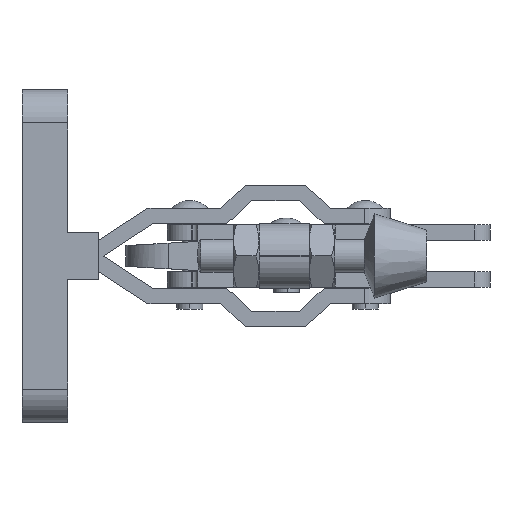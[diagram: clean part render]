
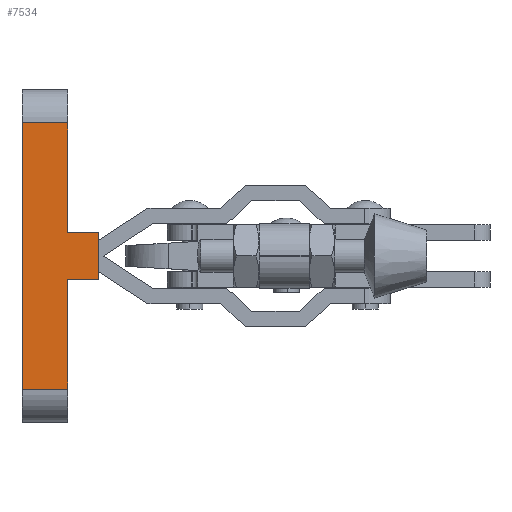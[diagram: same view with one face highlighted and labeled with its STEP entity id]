
A CAD part, left-side view. The second image highlights one B-rep face of the part: STEP entity #7534.
In plain terms, the highlighted planar face has unit normal (-1, 0, 0).
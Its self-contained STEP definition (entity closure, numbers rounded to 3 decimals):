
#323 = DIRECTION ( 'NONE',  ( 0., 0., 1. ) ) ;
#406 = CARTESIAN_POINT ( 'NONE',  ( -29.375, 69.283, 4.5 ) ) ;
#450 = DIRECTION ( 'NONE',  ( 0., 0., 1. ) ) ;
#635 = LINE ( 'NONE', #406, #4206 ) ;
#705 = VERTEX_POINT ( 'NONE', #1553 ) ;
#808 = VECTOR ( 'NONE', #450, 1000. ) ;
#954 = ORIENTED_EDGE ( 'NONE', *, *, #2075, .T. ) ;
#1091 = VECTOR ( 'NONE', #323, 1000. ) ;
#1330 = VECTOR ( 'NONE', #5670, 1000. ) ;
#1341 = CARTESIAN_POINT ( 'NONE',  ( -29.375, 69.283, -25.6 ) ) ;
#1550 = CARTESIAN_POINT ( 'NONE',  ( -29.375, 69.283, 32. ) ) ;
#1553 = CARTESIAN_POINT ( 'NONE',  ( -29.378, 63.403, -4.5 ) ) ;
#1929 = DIRECTION ( 'NONE',  ( 0., 0., -1. ) ) ;
#2075 = EDGE_CURVE ( 'NONE', #8903, #7800, #7749, .T. ) ;
#2306 = DIRECTION ( 'NONE',  ( -1., 0., 0. ) ) ;
#2630 = CARTESIAN_POINT ( 'NONE',  ( -29.371, 78.103, -32. ) ) ;
#2660 = CARTESIAN_POINT ( 'NONE',  ( -29.375, 69.283, 4.5 ) ) ;
#2861 = VERTEX_POINT ( 'NONE', #3348 ) ;
#2946 = ORIENTED_EDGE ( 'NONE', *, *, #9324, .T. ) ;
#2966 = LINE ( 'NONE', #4379, #6618 ) ;
#3024 = LINE ( 'NONE', #3883, #1091 ) ;
#3229 = VERTEX_POINT ( 'NONE', #7212 ) ;
#3345 = VECTOR ( 'NONE', #9223, 1000. ) ;
#3348 = CARTESIAN_POINT ( 'NONE',  ( -29.375, 69.283, -4.5 ) ) ;
#3362 = EDGE_CURVE ( 'NONE', #5541, #8903, #2966, .T. ) ;
#3457 = ORIENTED_EDGE ( 'NONE', *, *, #4220, .T. ) ;
#3544 = EDGE_LOOP ( 'NONE', ( #954, #7857, #3457, #7148, #4787, #2946, #6256, #9279 ) ) ;
#3559 = AXIS2_PLACEMENT_3D ( 'NONE', #6677, #2306, #7418 ) ;
#3883 = CARTESIAN_POINT ( 'NONE',  ( -29.378, 63.403, -4.5 ) ) ;
#4203 = CARTESIAN_POINT ( 'NONE',  ( -29.375, 69.283, 25.6 ) ) ;
#4206 = VECTOR ( 'NONE', #8457, 1000. ) ;
#4220 = EDGE_CURVE ( 'NONE', #6576, #2861, #6608, .T. ) ;
#4342 = DIRECTION ( 'NONE',  ( 0., 1., 0. ) ) ;
#4379 = CARTESIAN_POINT ( 'NONE',  ( -29.375, 69.283, 25.6 ) ) ;
#4538 = VECTOR ( 'NONE', #6680, 1000. ) ;
#4751 = CARTESIAN_POINT ( 'NONE',  ( -29.375, 69.283, -4.5 ) ) ;
#4787 = ORIENTED_EDGE ( 'NONE', *, *, #8239, .T. ) ;
#4836 = CARTESIAN_POINT ( 'NONE',  ( -29.371, 78.103, -25.6 ) ) ;
#5036 = VECTOR ( 'NONE', #1929, 1000. ) ;
#5541 = VERTEX_POINT ( 'NONE', #4203 ) ;
#5670 = DIRECTION ( 'NONE',  ( 0., -1., 0. ) ) ;
#6256 = ORIENTED_EDGE ( 'NONE', *, *, #9128, .T. ) ;
#6567 = VERTEX_POINT ( 'NONE', #2660 ) ;
#6576 = VERTEX_POINT ( 'NONE', #8529 ) ;
#6608 = LINE ( 'NONE', #9143, #808 ) ;
#6618 = VECTOR ( 'NONE', #4342, 1000. ) ;
#6677 = CARTESIAN_POINT ( 'NONE',  ( -29.375, 69.283, 4.5 ) ) ;
#6680 = DIRECTION ( 'NONE',  ( 0., 0., 1. ) ) ;
#7148 = ORIENTED_EDGE ( 'NONE', *, *, #8864, .T. ) ;
#7212 = CARTESIAN_POINT ( 'NONE',  ( -29.378, 63.403, 4.5 ) ) ;
#7386 = PLANE ( 'NONE',  #3559 ) ;
#7418 = DIRECTION ( 'NONE',  ( 0., 1., 0. ) ) ;
#7534 = ADVANCED_FACE ( 'NONE', ( #9203 ), #7386, .T. ) ;
#7749 = LINE ( 'NONE', #2630, #5036 ) ;
#7800 = VERTEX_POINT ( 'NONE', #4836 ) ;
#7857 = ORIENTED_EDGE ( 'NONE', *, *, #7894, .T. ) ;
#7894 = EDGE_CURVE ( 'NONE', #7800, #6576, #8676, .T. ) ;
#8239 = EDGE_CURVE ( 'NONE', #705, #3229, #3024, .T. ) ;
#8457 = DIRECTION ( 'NONE',  ( 0., 1., 0. ) ) ;
#8529 = CARTESIAN_POINT ( 'NONE',  ( -29.375, 69.283, -25.6 ) ) ;
#8535 = LINE ( 'NONE', #1550, #4538 ) ;
#8676 = LINE ( 'NONE', #1341, #1330 ) ;
#8864 = EDGE_CURVE ( 'NONE', #2861, #705, #9163, .T. ) ;
#8903 = VERTEX_POINT ( 'NONE', #9272 ) ;
#9128 = EDGE_CURVE ( 'NONE', #6567, #5541, #8535, .T. ) ;
#9143 = CARTESIAN_POINT ( 'NONE',  ( -29.375, 69.283, -32. ) ) ;
#9163 = LINE ( 'NONE', #4751, #3345 ) ;
#9203 = FACE_OUTER_BOUND ( 'NONE', #3544, .T. ) ;
#9223 = DIRECTION ( 'NONE',  ( 0., -1., 0. ) ) ;
#9272 = CARTESIAN_POINT ( 'NONE',  ( -29.371, 78.103, 25.6 ) ) ;
#9279 = ORIENTED_EDGE ( 'NONE', *, *, #3362, .T. ) ;
#9324 = EDGE_CURVE ( 'NONE', #3229, #6567, #635, .T. ) ;
